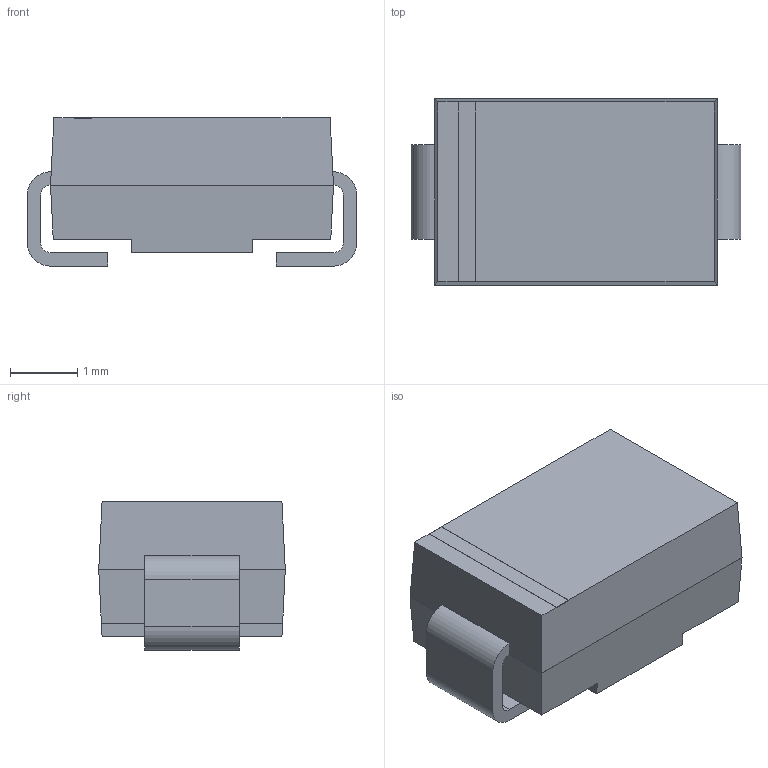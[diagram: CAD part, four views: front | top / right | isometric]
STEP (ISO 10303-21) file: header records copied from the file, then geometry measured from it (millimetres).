
FILE_DESCRIPTION(('FreeCAD Model'),'2;1');
FILE_NAME('Open CASCADE Shape Model','2024-02-10T11:58:49',(''),(''), 'Open CASCADE STEP processor 7.7','FreeCAD','Unknown');
FILE_SCHEMA(('AUTOMOTIVE_DESIGN { 1 0 10303 214 1 1 1 1 }'));
Length unit declared in the file: millimetre
Products named in the file (5): Part; Body; Leg1; Mark; Leg2
Assembly tree (4 placements, depth 2):
  Part
    Body
    Leg1
    Mark
    Leg2
Bounding box: 4.9 x 2.77 x 2.2 mm (x, y, z)
Volume: 22.6 mm3; surface area: 66.2 mm2
Topology: 4 solids, 4 shells, 56 faces, 132 edges, 84 vertices
Faces by surface type: plane 48, cylinder 8
Entity records: 1696 total; most frequent: CARTESIAN_POINT 277, DIRECTION 270, ORIENTED_EDGE 264, EDGE_CURVE 132, LINE 116, VECTOR 116, VERTEX_POINT 84, AXIS2_PLACEMENT_3D 77
